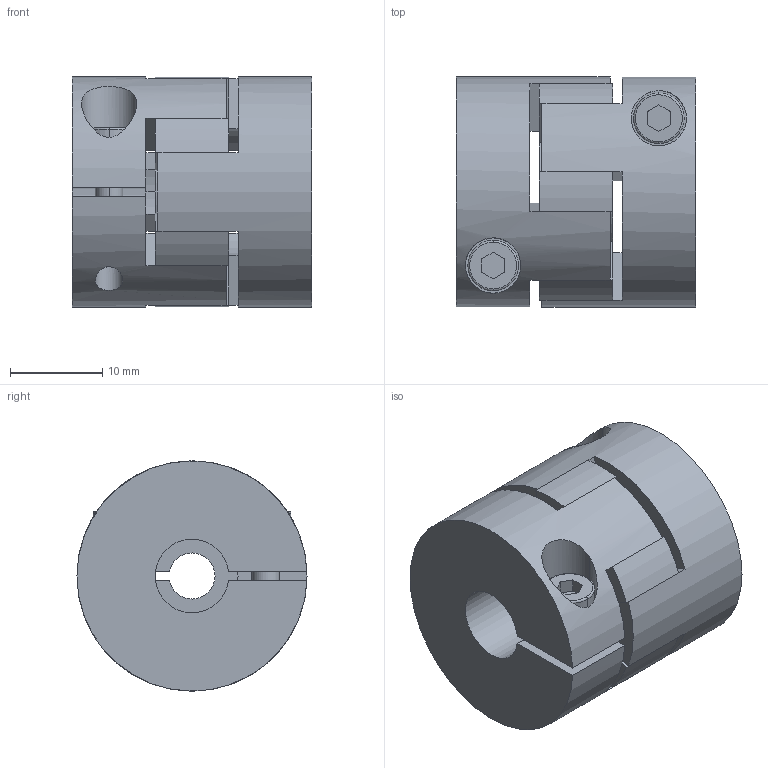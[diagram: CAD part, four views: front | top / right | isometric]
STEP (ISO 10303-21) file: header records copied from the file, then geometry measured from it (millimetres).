
FILE_DESCRIPTION(/* description */ (''),/* implementation_level */ '2;1');
FILE_NAME(/* name */ 'CAD_59362.stp',/* time_stamp */ '2021-01-19T09:55:14+01:00',/* author */ ('Hypex'),/* organization */ ('Hypex'),/* preprocessor_version */ 'ST-DEVELOPER v18',/* originating_system */ 'Autodesk Inventor 2020',/* authorisation */ '');
FILE_SCHEMA (('AUTOMOTIVE_DESIGN { 1 0 10303 214 3 1 1 }'));
Length unit declared in the file: millimetre
Products named in the file (1): CAD_59362
Bounding box: 26 x 25 x 25 mm (x, y, z)
Volume: 10379.9 mm3; surface area: 5540 mm2
Topology: 1 solids, 1 shells, 111 faces, 297 edges, 190 vertices
Faces by surface type: plane 62, cylinder 45, torus 4
Full cylindrical faces by diameter (mm): 10 x1
Entity records: 3867 total; most frequent: CARTESIAN_POINT 819, DIRECTION 619, ORIENTED_EDGE 594, EDGE_CURVE 297, AXIS2_PLACEMENT_3D 218, VERTEX_POINT 190, LINE 183, VECTOR 183
